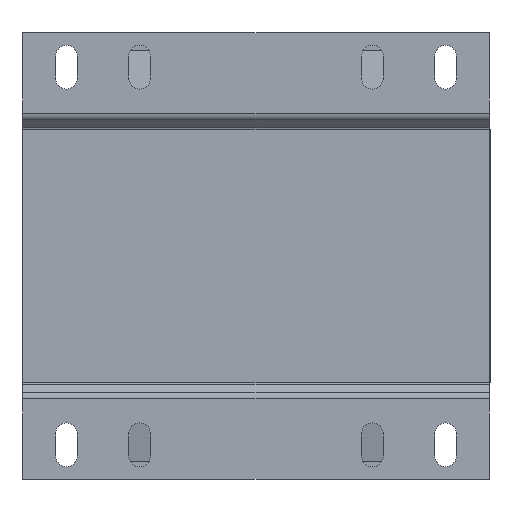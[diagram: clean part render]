
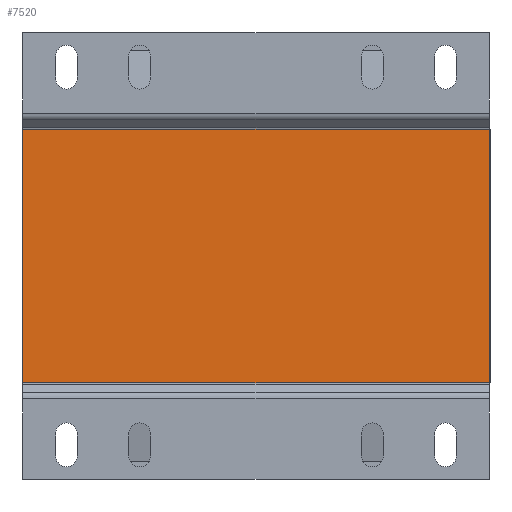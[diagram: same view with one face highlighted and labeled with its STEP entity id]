
A CAD part, front view. The second image highlights one B-rep face of the part: STEP entity #7520.
In plain terms, the highlighted planar face has unit normal (0, -1, 0).
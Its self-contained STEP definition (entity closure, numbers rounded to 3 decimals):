
#173 = AXIS2_PLACEMENT_3D ( 'NONE', #5692, #3335, #217 ) ;
#217 = DIRECTION ( 'NONE',  ( 0., 0., 1. ) ) ;
#668 = LINE ( 'NONE', #2121, #3655 ) ;
#911 = LINE ( 'NONE', #2335, #2161 ) ;
#1130 = ORIENTED_EDGE ( 'NONE', *, *, #2378, .T. ) ;
#1921 = EDGE_CURVE ( 'NONE', #4339, #3317, #4246, .T. ) ;
#2091 = ORIENTED_EDGE ( 'NONE', *, *, #1921, .T. ) ;
#2121 = CARTESIAN_POINT ( 'NONE',  ( -95.75, -82.5, 93. ) ) ;
#2161 = VECTOR ( 'NONE', #4725, 1000. ) ;
#2335 = CARTESIAN_POINT ( 'NONE',  ( 95.75, -82.5, 93. ) ) ;
#2378 = EDGE_CURVE ( 'NONE', #3945, #6613, #2808, .T. ) ;
#2683 = DIRECTION ( 'NONE',  ( -1., 0., 0. ) ) ;
#2762 = CARTESIAN_POINT ( 'NONE',  ( 95.75, -82.5, 52. ) ) ;
#2808 = LINE ( 'NONE', #2762, #7492 ) ;
#2820 = VECTOR ( 'NONE', #5432, 1000. ) ;
#3242 = ORIENTED_EDGE ( 'NONE', *, *, #7876, .F. ) ;
#3317 = VERTEX_POINT ( 'NONE', #3441 ) ;
#3335 = DIRECTION ( 'NONE',  ( 0., 1., 0. ) ) ;
#3441 = CARTESIAN_POINT ( 'NONE',  ( 95.75, -82.5, -52. ) ) ;
#3655 = VECTOR ( 'NONE', #6348, 1000. ) ;
#3945 = VERTEX_POINT ( 'NONE', #4856 ) ;
#4167 = EDGE_CURVE ( 'NONE', #4339, #6613, #668, .T. ) ;
#4174 = ORIENTED_EDGE ( 'NONE', *, *, #4167, .F. ) ;
#4246 = LINE ( 'NONE', #6054, #2820 ) ;
#4339 = VERTEX_POINT ( 'NONE', #4541 ) ;
#4541 = CARTESIAN_POINT ( 'NONE',  ( -95.75, -82.5, -52. ) ) ;
#4725 = DIRECTION ( 'NONE',  ( 0., 0., -1. ) ) ;
#4856 = CARTESIAN_POINT ( 'NONE',  ( 95.75, -82.5, 52. ) ) ;
#5037 = FACE_OUTER_BOUND ( 'NONE', #7851, .T. ) ;
#5073 = PLANE ( 'NONE',  #173 ) ;
#5351 = CARTESIAN_POINT ( 'NONE',  ( -95.75, -82.5, 52. ) ) ;
#5432 = DIRECTION ( 'NONE',  ( 1., 0., 0. ) ) ;
#5692 = CARTESIAN_POINT ( 'NONE',  ( 0., -82.5, 0. ) ) ;
#6054 = CARTESIAN_POINT ( 'NONE',  ( 95.75, -82.5, -52. ) ) ;
#6348 = DIRECTION ( 'NONE',  ( 0., 0., 1. ) ) ;
#6613 = VERTEX_POINT ( 'NONE', #5351 ) ;
#7492 = VECTOR ( 'NONE', #2683, 1000. ) ;
#7520 = ADVANCED_FACE ( 'NONE', ( #5037 ), #5073, .F. ) ;
#7851 = EDGE_LOOP ( 'NONE', ( #1130, #4174, #2091, #3242 ) ) ;
#7876 = EDGE_CURVE ( 'NONE', #3945, #3317, #911, .T. ) ;
